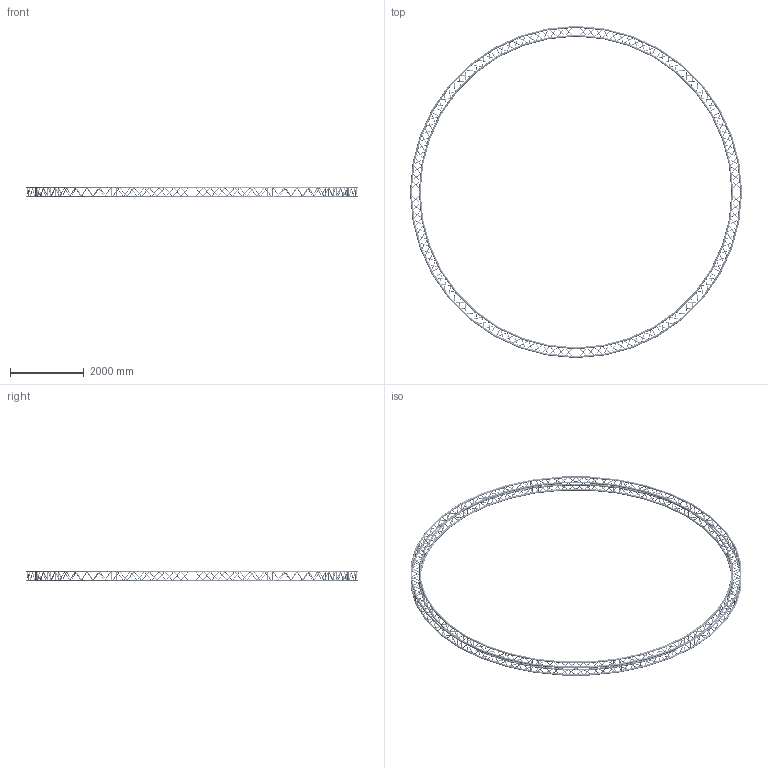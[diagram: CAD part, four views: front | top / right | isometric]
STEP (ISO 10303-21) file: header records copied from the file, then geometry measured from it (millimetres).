
FILE_DESCRIPTION(/* description */ (''),/* implementation_level */ '2;1');
FILE_NAME(/* name */ 'SQ-C9-30.stp',/* time_stamp */ '2021-03-01T21:43:02-08:00',/* author */ ('TheDanny'),/* organization */ (''),/* preprocessor_version */ 'ST-DEVELOPER v18.1',/* originating_system */ 'Autodesk Inventor 2021',/* authorisation */ '');
FILE_SCHEMA (('AUTOMOTIVE_DESIGN { 1 0 10303 214 3 1 1 }'));
Products named in the file (721): SQ-C9-30; SQ-C9-301; SQ-C9-302; SQ-C9-303; SQ-C9-304; SQ-C9-305; SQ-C9-306; SQ-C9-307; SQ-C9-308; SQ-C9-309; SQ-C9-3010; SQ-C9-3011; SQ-C9-3012; SQ-C9-3013; SQ-C9-3014; SQ-C9-3015; SQ-C9-3016; SQ-C9-3017; SQ-C9-3018; SQ-C9-3019; SQ-C9-3020; SQ-C9-3021; SQ-C9-3022; SQ-C9-3023; SQ-C9-3024; SQ-C9-3025; SQ-C9-3026; SQ-C9-3027; SQ-C9-3028; SQ-C9-3029; SQ-C9-3030; SQ-C9-3031; SQ-C9-3032; SQ-C9-3033; SQ-C9-3034; SQ-C9-3035; SQ-C9-3036; SQ-C9-3037; SQ-C9-3038; SQ-C9-3039 ...
Assembly tree (720 placements, depth 2):
  SQ-C9-30
    SQ-C9-301
    SQ-C9-302
    SQ-C9-303
    SQ-C9-304
    SQ-C9-305
    SQ-C9-306
    SQ-C9-307
    SQ-C9-308
    SQ-C9-309
    SQ-C9-3010
    SQ-C9-3011
    SQ-C9-3012
    SQ-C9-3013
    SQ-C9-3014
    SQ-C9-3015
    SQ-C9-3016
    SQ-C9-3017
    SQ-C9-3018
    SQ-C9-3019
    SQ-C9-3020
    SQ-C9-3021
    SQ-C9-3022
    SQ-C9-3023
    SQ-C9-3024
    SQ-C9-3025
    SQ-C9-3026
    SQ-C9-3027
    SQ-C9-3028
    SQ-C9-3029
    SQ-C9-3030
    SQ-C9-3031
    SQ-C9-3032
    SQ-C9-3033
    SQ-C9-3034
    SQ-C9-3035
    SQ-C9-3036
    SQ-C9-3037
    SQ-C9-3038
    SQ-C9-3039
    SQ-C9-3040
    SQ-C9-3041
    SQ-C9-3042
    SQ-C9-3043
    SQ-C9-3044
    SQ-C9-3045
    SQ-C9-3046
    SQ-C9-3047
    SQ-C9-3048
    SQ-C9-3049
    SQ-C9-3050
    SQ-C9-3051
    SQ-C9-3052
    SQ-C9-3053
    SQ-C9-3054
    SQ-C9-3055
    SQ-C9-3056
    SQ-C9-3057
    SQ-C9-3058
    SQ-C9-3059
Bounding box: 9000 x 9000 x 289.97 mm (x, y, z)
Volume: 55580179.6 mm3; surface area: 49749834.1 mm2
Topology: 720 solids, 720 shells, 4032 faces, 11808 edges, 9024 vertices
Faces by surface type: torus 1632, cylinder 1440, cone 672, plane 288
Full cylindrical faces by diameter (mm): 16 x576, 20 x576, 30.3 x96, 45.8 x96, 50 x96
Entity records: 318035 total; most frequent: CARTESIAN_POINT 186193, ORIENTED_EDGE 23616, DIRECTION 20354, EDGE_CURVE 11808, AXIS2_PLACEMENT_3D 9025, VERTEX_POINT 9024, B_SPLINE_CURVE_WITH_KNOTS 5952, EDGE_LOOP 5664
